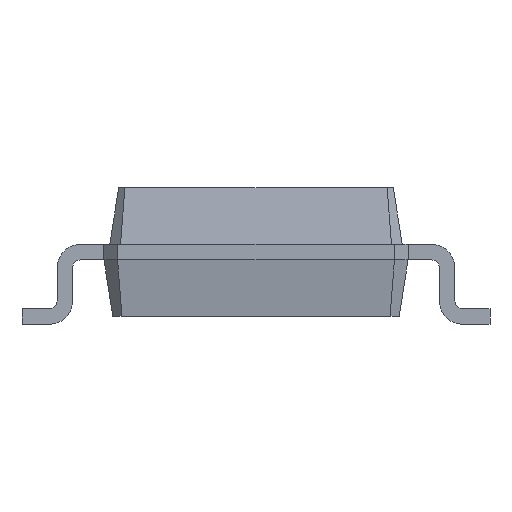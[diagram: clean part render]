
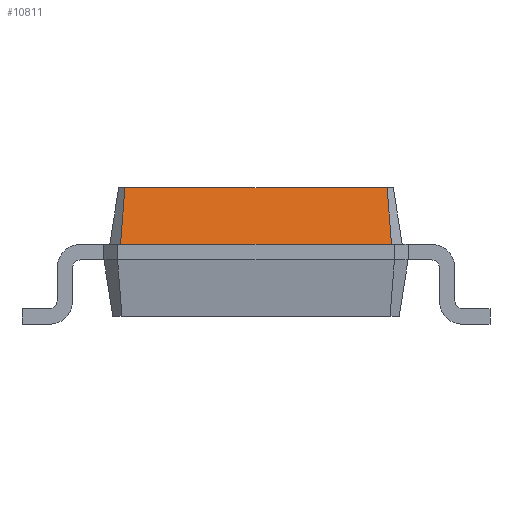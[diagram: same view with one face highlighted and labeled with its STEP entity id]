
A CAD part, front view. The second image highlights one B-rep face of the part: STEP entity #10811.
In plain terms, the highlighted free-form (B-spline) face has degree [1, 1] with [2, 2] control points.
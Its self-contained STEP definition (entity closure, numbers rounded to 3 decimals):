
#3332 = PLANE('',#3333);
#3333 = AXIS2_PLACEMENT_3D('',#3334,#3335,#3336);
#3334 = CARTESIAN_POINT('',(-1.68,4.16,1.75));
#3335 = DIRECTION('',(0.,0.,1.));
#3336 = DIRECTION('',(0.374,-0.927,0.));
#3357 = B_SPLINE_SURFACE_WITH_KNOTS('',1,1,(
    (#3358,#3359)
    ,(#3360,#3361
    )),.UNSPECIFIED.,.F.,.F.,.F.,(2,2),(2,2),(0.,0.194),(
    0.,1.),.PIECEWISE_BEZIER_KNOTS.);
#3358 = CARTESIAN_POINT('',(-1.738,-4.275,1.025));
#3359 = CARTESIAN_POINT('',(-1.68,-4.16,1.75));
#3360 = CARTESIAN_POINT('',(-1.875,-4.138,1.025));
#3361 = CARTESIAN_POINT('',(-1.76,-4.08,1.75));
#7707 = VERTEX_POINT('',#7708);
#7708 = CARTESIAN_POINT('',(-1.738,-4.275,1.025));
#7741 = B_SPLINE_SURFACE_WITH_KNOTS('',1,1,(
    (#7742,#7743)
    ,(#7744,#7745
  )),.UNSPECIFIED.,.F.,.F.,.F.,(2,2),(2,2),(0.,3.55),(0.,1.),
  .PIECEWISE_BEZIER_KNOTS.);
#7742 = CARTESIAN_POINT('',(1.775,-4.35,1.025));
#7743 = CARTESIAN_POINT('',(1.738,-4.275,1.025));
#7744 = CARTESIAN_POINT('',(-1.775,-4.35,1.025));
#7745 = CARTESIAN_POINT('',(-1.738,-4.275,1.025));
#7805 = VERTEX_POINT('',#7806);
#7806 = CARTESIAN_POINT('',(-1.68,-4.16,1.75));
#7826 = EDGE_CURVE('',#7707,#7805,#7827,.T.);
#7827 = SURFACE_CURVE('',#7828,(#7831,#7838),.PCURVE_S1.);
#7828 = B_SPLINE_CURVE_WITH_KNOTS('',1,(#7829,#7830),.UNSPECIFIED.,.F.,
  .F.,(2,2),(0.,1.),.PIECEWISE_BEZIER_KNOTS.);
#7829 = CARTESIAN_POINT('',(-1.738,-4.275,1.025));
#7830 = CARTESIAN_POINT('',(-1.68,-4.16,1.75));
#7831 = PCURVE('',#3357,#7832);
#7832 = DEFINITIONAL_REPRESENTATION('',(#7833),#7837);
#7833 = LINE('',#7834,#7835);
#7834 = CARTESIAN_POINT('',(0.,0.));
#7835 = VECTOR('',#7836,1.);
#7836 = DIRECTION('',(0.,1.));
#7837 = ( GEOMETRIC_REPRESENTATION_CONTEXT(2) 
PARAMETRIC_REPRESENTATION_CONTEXT() REPRESENTATION_CONTEXT('2D SPACE',''
  ) );
#7838 = PCURVE('',#7839,#7844);
#7839 = B_SPLINE_SURFACE_WITH_KNOTS('',1,1,(
    (#7840,#7841)
    ,(#7842,#7843
    )),.UNSPECIFIED.,.F.,.F.,.F.,(2,2),(2,2),(0.,3.475),(0.,1.
    ),.PIECEWISE_BEZIER_KNOTS.);
#7840 = CARTESIAN_POINT('',(1.738,-4.275,1.025));
#7841 = CARTESIAN_POINT('',(1.68,-4.16,1.75));
#7842 = CARTESIAN_POINT('',(-1.738,-4.275,1.025));
#7843 = CARTESIAN_POINT('',(-1.68,-4.16,1.75));
#7844 = DEFINITIONAL_REPRESENTATION('',(#7845),#7849);
#7845 = LINE('',#7846,#7847);
#7846 = CARTESIAN_POINT('',(3.475,0.));
#7847 = VECTOR('',#7848,1.);
#7848 = DIRECTION('',(0.,1.));
#7849 = ( GEOMETRIC_REPRESENTATION_CONTEXT(2) 
PARAMETRIC_REPRESENTATION_CONTEXT() REPRESENTATION_CONTEXT('2D SPACE',''
  ) );
#7905 = EDGE_CURVE('',#7906,#7805,#7908,.T.);
#7906 = VERTEX_POINT('',#7907);
#7907 = CARTESIAN_POINT('',(1.68,-4.16,1.75));
#7908 = SURFACE_CURVE('',#7909,(#7913,#7920),.PCURVE_S1.);
#7909 = LINE('',#7910,#7911);
#7910 = CARTESIAN_POINT('',(1.68,-4.16,1.75));
#7911 = VECTOR('',#7912,1.);
#7912 = DIRECTION('',(-1.,0.,0.));
#7913 = PCURVE('',#3332,#7914);
#7914 = DEFINITIONAL_REPRESENTATION('',(#7915),#7919);
#7915 = LINE('',#7916,#7917);
#7916 = CARTESIAN_POINT('',(8.973,0.));
#7917 = VECTOR('',#7918,1.);
#7918 = DIRECTION('',(-0.374,-0.927));
#7919 = ( GEOMETRIC_REPRESENTATION_CONTEXT(2) 
PARAMETRIC_REPRESENTATION_CONTEXT() REPRESENTATION_CONTEXT('2D SPACE',''
  ) );
#7920 = PCURVE('',#7839,#7921);
#7921 = DEFINITIONAL_REPRESENTATION('',(#7922),#7925);
#7922 = B_SPLINE_CURVE_WITH_KNOTS('',1,(#7923,#7924),.UNSPECIFIED.,.F.,
  .F.,(2,2),(0.,3.36),.PIECEWISE_BEZIER_KNOTS.);
#7923 = CARTESIAN_POINT('',(0.,1.));
#7924 = CARTESIAN_POINT('',(3.475,1.));
#7925 = ( GEOMETRIC_REPRESENTATION_CONTEXT(2) 
PARAMETRIC_REPRESENTATION_CONTEXT() REPRESENTATION_CONTEXT('2D SPACE',''
  ) );
#7943 = B_SPLINE_SURFACE_WITH_KNOTS('',1,1,(
    (#7944,#7945)
    ,(#7946,#7947
    )),.UNSPECIFIED.,.F.,.F.,.F.,(2,2),(2,2),(0.,0.194),(
    0.,1.),.PIECEWISE_BEZIER_KNOTS.);
#7944 = CARTESIAN_POINT('',(1.875,-4.138,1.025));
#7945 = CARTESIAN_POINT('',(1.76,-4.08,1.75));
#7946 = CARTESIAN_POINT('',(1.738,-4.275,1.025));
#7947 = CARTESIAN_POINT('',(1.68,-4.16,1.75));
#10770 = EDGE_CURVE('',#10771,#7707,#10773,.T.);
#10771 = VERTEX_POINT('',#10772);
#10772 = CARTESIAN_POINT('',(1.738,-4.275,1.025));
#10773 = SURFACE_CURVE('',#10774,(#10778,#10784),.PCURVE_S1.);
#10774 = LINE('',#10775,#10776);
#10775 = CARTESIAN_POINT('',(1.738,-4.275,1.025));
#10776 = VECTOR('',#10777,1.);
#10777 = DIRECTION('',(-1.,0.,0.));
#10778 = PCURVE('',#7741,#10779);
#10779 = DEFINITIONAL_REPRESENTATION('',(#10780),#10783);
#10780 = B_SPLINE_CURVE_WITH_KNOTS('',1,(#10781,#10782),.UNSPECIFIED.,
  .F.,.F.,(2,2),(0.,3.475),.PIECEWISE_BEZIER_KNOTS.);
#10781 = CARTESIAN_POINT('',(0.,1.));
#10782 = CARTESIAN_POINT('',(3.55,1.));
#10783 = ( GEOMETRIC_REPRESENTATION_CONTEXT(2) 
PARAMETRIC_REPRESENTATION_CONTEXT() REPRESENTATION_CONTEXT('2D SPACE',''
  ) );
#10784 = PCURVE('',#7839,#10785);
#10785 = DEFINITIONAL_REPRESENTATION('',(#10786),#10790);
#10786 = LINE('',#10787,#10788);
#10787 = CARTESIAN_POINT('',(0.,0.));
#10788 = VECTOR('',#10789,1.);
#10789 = DIRECTION('',(1.,0.));
#10790 = ( GEOMETRIC_REPRESENTATION_CONTEXT(2) 
PARAMETRIC_REPRESENTATION_CONTEXT() REPRESENTATION_CONTEXT('2D SPACE',''
  ) );
#10811 = ADVANCED_FACE('',(#10812),#7839,.F.);
#10812 = FACE_BOUND('',#10813,.F.);
#10813 = EDGE_LOOP('',(#10814,#10815,#10816,#10817));
#10814 = ORIENTED_EDGE('',*,*,#10770,.T.);
#10815 = ORIENTED_EDGE('',*,*,#7826,.T.);
#10816 = ORIENTED_EDGE('',*,*,#7905,.F.);
#10817 = ORIENTED_EDGE('',*,*,#10818,.F.);
#10818 = EDGE_CURVE('',#10771,#7906,#10819,.T.);
#10819 = SURFACE_CURVE('',#10820,(#10823,#10830),.PCURVE_S1.);
#10820 = B_SPLINE_CURVE_WITH_KNOTS('',1,(#10821,#10822),.UNSPECIFIED.,
  .F.,.F.,(2,2),(0.,1.),.PIECEWISE_BEZIER_KNOTS.);
#10821 = CARTESIAN_POINT('',(1.738,-4.275,1.025));
#10822 = CARTESIAN_POINT('',(1.68,-4.16,1.75));
#10823 = PCURVE('',#7839,#10824);
#10824 = DEFINITIONAL_REPRESENTATION('',(#10825),#10829);
#10825 = LINE('',#10826,#10827);
#10826 = CARTESIAN_POINT('',(0.,0.));
#10827 = VECTOR('',#10828,1.);
#10828 = DIRECTION('',(0.,1.));
#10829 = ( GEOMETRIC_REPRESENTATION_CONTEXT(2) 
PARAMETRIC_REPRESENTATION_CONTEXT() REPRESENTATION_CONTEXT('2D SPACE',''
  ) );
#10830 = PCURVE('',#7943,#10831);
#10831 = DEFINITIONAL_REPRESENTATION('',(#10832),#10836);
#10832 = LINE('',#10833,#10834);
#10833 = CARTESIAN_POINT('',(0.194,0.));
#10834 = VECTOR('',#10835,1.);
#10835 = DIRECTION('',(0.,1.));
#10836 = ( GEOMETRIC_REPRESENTATION_CONTEXT(2) 
PARAMETRIC_REPRESENTATION_CONTEXT() REPRESENTATION_CONTEXT('2D SPACE',''
  ) );
